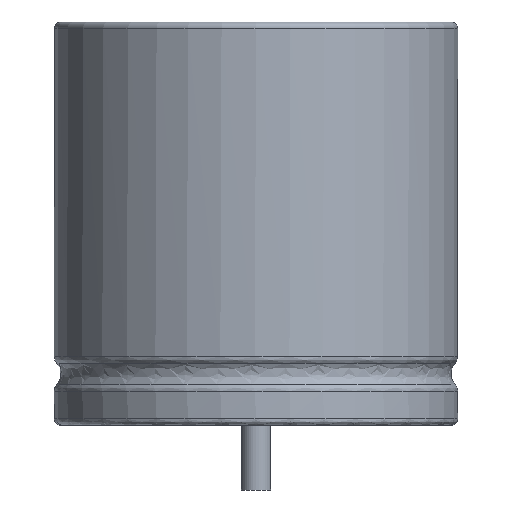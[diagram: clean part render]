
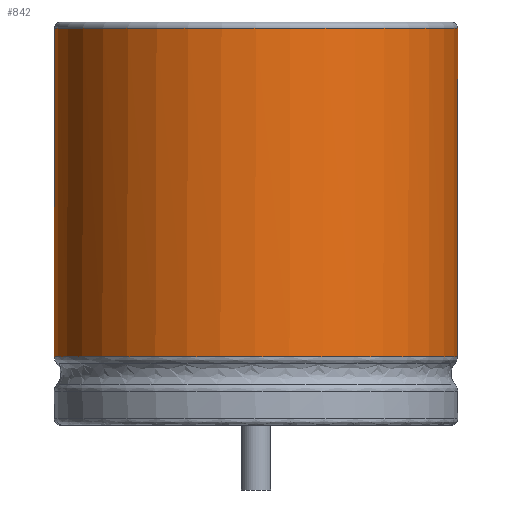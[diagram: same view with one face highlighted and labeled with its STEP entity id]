
A CAD part, left-side view. The second image highlights one B-rep face of the part: STEP entity #842.
In plain terms, the highlighted cylindrical face has radius 6.25 mm (diameter 12.5 mm), a partial arc.
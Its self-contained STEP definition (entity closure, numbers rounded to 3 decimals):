
#13=DIRECTION('',(0.,0.,1.));
#107=DIRECTION('',(0.,-0.,-1.));
#108=DIRECTION('',(0.924,-0.383,0.));
#233=VECTOR('',#13,1.);
#671=VERTEX_POINT('',#672);
#672=CARTESIAN_POINT('',(7.024,-2.392,2.135));
#680=ORIENTED_EDGE('',*,*,#681,.T.);
#681=EDGE_CURVE('',#671,#682,#684,.T.);
#682=VERTEX_POINT('',#683);
#683=CARTESIAN_POINT('',(7.024,2.392,2.135));
#684=B_SPLINE_CURVE_WITH_KNOTS('',12,(#685,#686,#687,#688,#689,#690,#691,#692,#693,#694,#695,#696,#697,#698,#699,#700,#701,#702,#703,#704,#705,#706,#707,#708,#709,#710,#711,#712,#713,#714,#715,#716,#717,#718,#719),.UNSPECIFIED.,.F.,.F.,(13,11,11,13),(-1.464,0.,34.361,35.825),.UNSPECIFIED.);
#685=CARTESIAN_POINT('',(7.585,-1.039,2.135));
#686=CARTESIAN_POINT('',(7.537,-1.153,2.135));
#687=CARTESIAN_POINT('',(7.491,-1.266,2.135));
#688=CARTESIAN_POINT('',(7.444,-1.379,2.135));
#689=CARTESIAN_POINT('',(7.397,-1.492,2.135));
#690=CARTESIAN_POINT('',(7.35,-1.605,2.135));
#691=CARTESIAN_POINT('',(7.303,-1.718,2.135));
#692=CARTESIAN_POINT('',(7.257,-1.831,2.135));
#693=CARTESIAN_POINT('',(7.21,-1.943,2.135));
#694=CARTESIAN_POINT('',(7.164,-2.056,2.135));
#695=CARTESIAN_POINT('',(7.117,-2.168,2.135));
#696=CARTESIAN_POINT('',(7.071,-2.28,2.135));
#697=CARTESIAN_POINT('',(5.936,-5.019,2.135));
#698=CARTESIAN_POINT('',(3.527,-7.146,2.135));
#699=CARTESIAN_POINT('',(0.049,-7.989,2.135));
#700=CARTESIAN_POINT('',(-3.68,-6.892,2.135));
#701=CARTESIAN_POINT('',(-6.457,-4.157,2.135));
#702=CARTESIAN_POINT('',(-7.849,0.,2.135));
#703=CARTESIAN_POINT('',(-6.457,4.157,2.135));
#704=CARTESIAN_POINT('',(-3.68,6.892,2.135));
#705=CARTESIAN_POINT('',(0.049,7.989,2.135));
#706=CARTESIAN_POINT('',(3.527,7.146,2.135));
#707=CARTESIAN_POINT('',(5.936,5.019,2.135));
#708=CARTESIAN_POINT('',(7.071,2.28,2.135));
#709=CARTESIAN_POINT('',(7.117,2.168,2.135));
#710=CARTESIAN_POINT('',(7.164,2.056,2.135));
#711=CARTESIAN_POINT('',(7.21,1.943,2.135));
#712=CARTESIAN_POINT('',(7.257,1.831,2.135));
#713=CARTESIAN_POINT('',(7.303,1.718,2.135));
#714=CARTESIAN_POINT('',(7.35,1.605,2.135));
#715=CARTESIAN_POINT('',(7.397,1.492,2.135));
#716=CARTESIAN_POINT('',(7.444,1.379,2.135));
#717=CARTESIAN_POINT('',(7.491,1.266,2.135));
#718=CARTESIAN_POINT('',(7.537,1.153,2.135));
#719=CARTESIAN_POINT('',(7.585,1.039,2.135));
#842=ADVANCED_FACE('',(#843),#862,.T.);
#843=FACE_BOUND('',#844,.F.);
#844=EDGE_LOOP('',(#845,#680,#851,#857));
#845=ORIENTED_EDGE('',*,*,#846,.F.);
#846=EDGE_CURVE('',#671,#847,#849,.T.);
#847=VERTEX_POINT('',#848);
#848=CARTESIAN_POINT('',(7.024,-2.392,12.3));
#849=LINE('',#850,#233);
#850=CARTESIAN_POINT('',(7.024,-2.392,2.));
#851=ORIENTED_EDGE('',*,*,#852,.T.);
#852=EDGE_CURVE('',#682,#853,#855,.T.);
#853=VERTEX_POINT('',#854);
#854=CARTESIAN_POINT('',(7.024,2.392,12.3));
#855=LINE('',#856,#233);
#856=CARTESIAN_POINT('',(7.024,2.392,2.));
#857=ORIENTED_EDGE('',*,*,#858,.F.);
#858=EDGE_CURVE('',#847,#853,#859,.T.);
#859=CIRCLE('',#860,6.25);
#860=AXIS2_PLACEMENT_3D('',#861,#107,#108);
#861=CARTESIAN_POINT('',(1.25,0.,12.3));
#862=CYLINDRICAL_SURFACE('',#863,6.25);
#863=AXIS2_PLACEMENT_3D('',#864,#13,#108);
#864=CARTESIAN_POINT('',(1.25,0.,2.));
